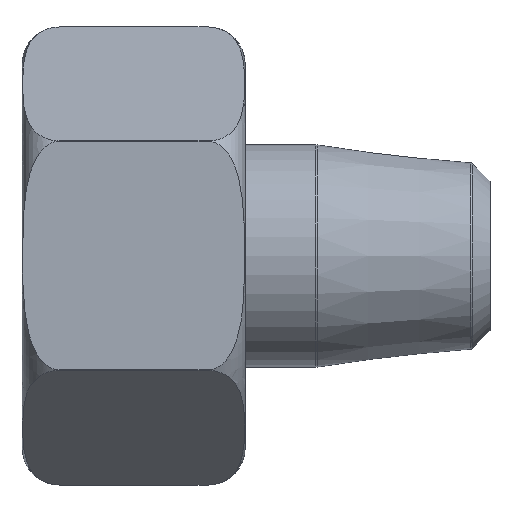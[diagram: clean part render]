
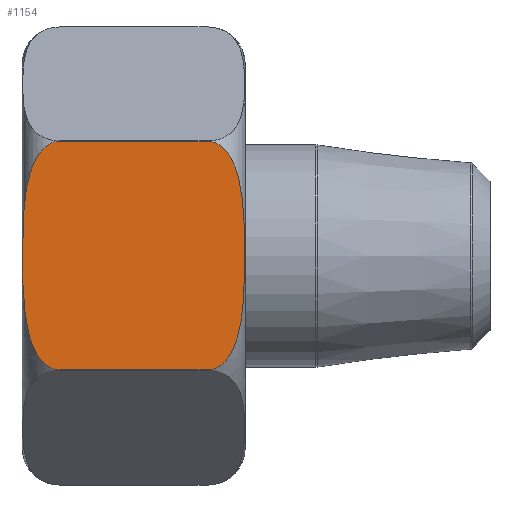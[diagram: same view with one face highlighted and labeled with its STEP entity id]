
A CAD part, top view. The second image highlights one B-rep face of the part: STEP entity #1154.
In plain terms, the highlighted planar face has unit normal (0, 0, 1).
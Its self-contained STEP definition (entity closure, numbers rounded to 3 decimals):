
#436=FACE_OUTER_BOUND('',#1442,.T.);
#550=LINE('',#4220,#657);
#551=LINE('',#4225,#658);
#657=VECTOR('',#3263,1.);
#658=VECTOR('',#3268,1.);
#856=B_SPLINE_CURVE_WITH_KNOTS('',3,(#4288,#4289,#4290,#4291,#4292,#4293,
#4294,#4295,#4296,#4297,#4298,#4299,#4300,#4301,#4302,#4303,#4304,#4305),
 .UNSPECIFIED.,.F.,.F.,(4,2,2,2,2,2,2,2,4),(0.,0.063,0.125,0.25,0.5,0.75,
0.875,0.938,1.),.UNSPECIFIED.);
#862=B_SPLINE_CURVE_WITH_KNOTS('',3,(#4405,#4406,#4407,#4408,#4409,#4410,
#4411,#4412,#4413,#4414,#4415,#4416,#4417,#4418,#4419,#4420,#4421,#4422),
 .UNSPECIFIED.,.F.,.F.,(4,2,2,2,2,2,2,2,4),(0.,0.063,0.125,0.25,0.5,0.75,
0.875,0.938,1.),.UNSPECIFIED.);
#999=PLANE('',#3016);
#1154=ADVANCED_FACE('',(#436),#999,.T.);
#1442=EDGE_LOOP('',(#1770,#1771,#1772,#1773));
#1770=ORIENTED_EDGE('',*,*,#2660,.T.);
#1771=ORIENTED_EDGE('',*,*,#2669,.T.);
#1772=ORIENTED_EDGE('',*,*,#2662,.T.);
#1773=ORIENTED_EDGE('',*,*,#2679,.T.);
#2406=VERTEX_POINT('',#4214);
#2409=VERTEX_POINT('',#4219);
#2411=VERTEX_POINT('',#4224);
#2412=VERTEX_POINT('',#4226);
#2660=EDGE_CURVE('',#2406,#2409,#550,.T.);
#2662=EDGE_CURVE('',#2412,#2411,#551,.T.);
#2669=EDGE_CURVE('',#2409,#2412,#856,.T.);
#2679=EDGE_CURVE('',#2411,#2406,#862,.T.);
#3016=AXIS2_PLACEMENT_3D('',#4476,#3310,#3311);
#3263=DIRECTION('',(-1.,0.,0.));
#3268=DIRECTION('',(1.,0.,0.));
#3310=DIRECTION('',(0.,0.,1.));
#3311=DIRECTION('',(1.,0.,0.));
#4214=CARTESIAN_POINT('',(15.,9.215,16.));
#4219=CARTESIAN_POINT('',(3.,9.215,16.));
#4220=CARTESIAN_POINT('',(0.,9.215,16.));
#4224=CARTESIAN_POINT('',(15.,-9.215,16.));
#4225=CARTESIAN_POINT('',(0.,-9.215,16.));
#4226=CARTESIAN_POINT('',(3.,-9.215,16.));
#4288=CARTESIAN_POINT('',(3.,9.215,16.));
#4289=CARTESIAN_POINT('',(2.559,9.215,16.));
#4290=CARTESIAN_POINT('',(2.141,9.009,16.));
#4291=CARTESIAN_POINT('',(1.494,8.429,16.));
#4292=CARTESIAN_POINT('',(1.246,8.059,16.));
#4293=CARTESIAN_POINT('',(0.66,6.901,16.));
#4294=CARTESIAN_POINT('',(0.458,6.044,16.));
#4295=CARTESIAN_POINT('',(0.059,3.501,16.));
#4296=CARTESIAN_POINT('',(0.049,1.765,16.));
#4297=CARTESIAN_POINT('',(0.048,-1.687,16.));
#4298=CARTESIAN_POINT('',(0.054,-3.436,16.));
#4299=CARTESIAN_POINT('',(0.451,-6.014,16.));
#4300=CARTESIAN_POINT('',(0.651,-6.878,16.));
#4301=CARTESIAN_POINT('',(1.242,-8.053,16.));
#4302=CARTESIAN_POINT('',(1.49,-8.424,16.));
#4303=CARTESIAN_POINT('',(2.14,-9.008,16.));
#4304=CARTESIAN_POINT('',(2.564,-9.215,16.));
#4305=CARTESIAN_POINT('',(3.,-9.215,16.));
#4405=CARTESIAN_POINT('',(15.,-9.215,16.));
#4406=CARTESIAN_POINT('',(15.441,-9.215,16.));
#4407=CARTESIAN_POINT('',(15.859,-9.009,16.));
#4408=CARTESIAN_POINT('',(16.506,-8.429,16.));
#4409=CARTESIAN_POINT('',(16.754,-8.059,16.));
#4410=CARTESIAN_POINT('',(17.34,-6.901,16.));
#4411=CARTESIAN_POINT('',(17.542,-6.044,16.));
#4412=CARTESIAN_POINT('',(17.941,-3.501,16.));
#4413=CARTESIAN_POINT('',(17.951,-1.765,16.));
#4414=CARTESIAN_POINT('',(17.952,1.687,16.));
#4415=CARTESIAN_POINT('',(17.946,3.436,16.));
#4416=CARTESIAN_POINT('',(17.549,6.014,16.));
#4417=CARTESIAN_POINT('',(17.349,6.878,16.));
#4418=CARTESIAN_POINT('',(16.758,8.053,16.));
#4419=CARTESIAN_POINT('',(16.51,8.424,16.));
#4420=CARTESIAN_POINT('',(15.86,9.008,16.));
#4421=CARTESIAN_POINT('',(15.436,9.215,16.));
#4422=CARTESIAN_POINT('',(15.,9.215,16.));
#4476=CARTESIAN_POINT('',(19.8,-9.238,16.));
